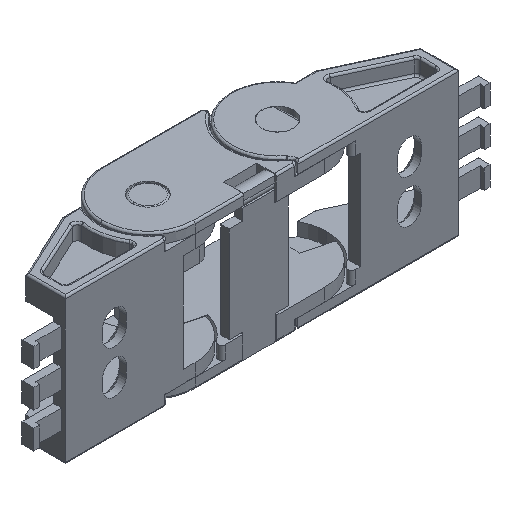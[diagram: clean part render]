
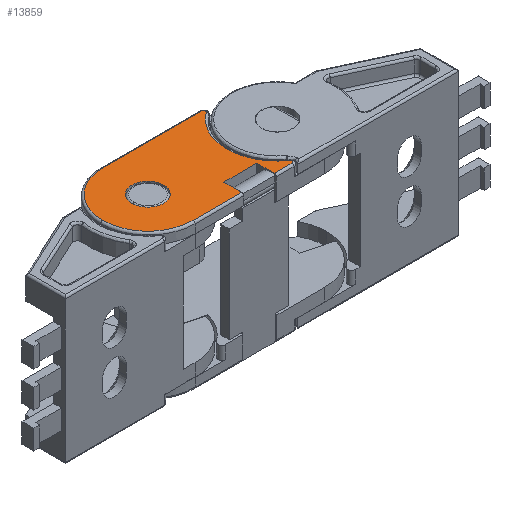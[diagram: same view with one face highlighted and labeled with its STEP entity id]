
A CAD part, isometric view. The second image highlights one B-rep face of the part: STEP entity #13859.
In plain terms, the highlighted planar face has unit normal (0, 0, 1).
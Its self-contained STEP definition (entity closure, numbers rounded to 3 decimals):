
#3 = EDGE_CURVE ( 'NONE', #10830, #12852, #172, .T. ) ;
#111 = AXIS2_PLACEMENT_3D ( 'NONE', #9807, #1308, #8777 ) ;
#123 = DIRECTION ( 'NONE',  ( 0., 1., 0. ) ) ;
#145 = EDGE_CURVE ( 'NONE', #13425, #8846, #5948, .T. ) ;
#172 = LINE ( 'NONE', #6609, #2552 ) ;
#610 = CIRCLE ( 'NONE', #9740, 4.03 ) ;
#810 = AXIS2_PLACEMENT_3D ( 'NONE', #12060, #6604, #3596 ) ;
#835 = CARTESIAN_POINT ( 'NONE',  ( 25.174, -11., 37. ) ) ;
#860 = VERTEX_POINT ( 'NONE', #1265 ) ;
#875 = CARTESIAN_POINT ( 'NONE',  ( 20., 0., 37. ) ) ;
#883 = VECTOR ( 'NONE', #11036, 1000. ) ;
#1031 = CARTESIAN_POINT ( 'NONE',  ( -11.5, 0., 37. ) ) ;
#1185 = DIRECTION ( 'NONE',  ( -1., 0., 0. ) ) ;
#1265 = CARTESIAN_POINT ( 'NONE',  ( 25.464, 10.593, 37. ) ) ;
#1291 = CIRCLE ( 'NONE', #5580, 0.5 ) ;
#1308 = DIRECTION ( 'NONE',  ( 0., 0., 1. ) ) ;
#1350 = EDGE_CURVE ( 'NONE', #8846, #10471, #8394, .T. ) ;
#1452 = EDGE_CURVE ( 'NONE', #9812, #11700, #9551, .T. ) ;
#1481 = ORIENTED_EDGE ( 'NONE', *, *, #12453, .T. ) ;
#1811 = CARTESIAN_POINT ( 'NONE',  ( -4.03, 0., 37. ) ) ;
#2088 = VERTEX_POINT ( 'NONE', #5456 ) ;
#2136 = CIRCLE ( 'NONE', #6061, 0.5 ) ;
#2165 = ORIENTED_EDGE ( 'NONE', *, *, #4298, .T. ) ;
#2216 = VERTEX_POINT ( 'NONE', #4774 ) ;
#2241 = AXIS2_PLACEMENT_3D ( 'NONE', #6511, #6639, #5391 ) ;
#2292 = VECTOR ( 'NONE', #12019, 1000. ) ;
#2490 = PLANE ( 'NONE',  #810 ) ;
#2552 = VECTOR ( 'NONE', #123, 1000. ) ;
#2591 = EDGE_CURVE ( 'NONE', #2216, #11744, #610, .T. ) ;
#2670 = CARTESIAN_POINT ( 'NONE',  ( 12.32, -12., 37. ) ) ;
#2972 = DIRECTION ( 'NONE',  ( 0., 0., 1. ) ) ;
#3349 = VECTOR ( 'NONE', #7397, 1000. ) ;
#3596 = DIRECTION ( 'NONE',  ( 1., 0., 0. ) ) ;
#3875 = CIRCLE ( 'NONE', #13908, 0.5 ) ;
#3942 = LINE ( 'NONE', #8837, #883 ) ;
#4175 = EDGE_CURVE ( 'NONE', #12852, #9812, #12715, .T. ) ;
#4298 = EDGE_CURVE ( 'NONE', #4585, #860, #10676, .T. ) ;
#4334 = CARTESIAN_POINT ( 'NONE',  ( 25.464, -10.593, 37. ) ) ;
#4339 = AXIS2_PLACEMENT_3D ( 'NONE', #7051, #6961, #9272 ) ;
#4477 = VERTEX_POINT ( 'NONE', #6085 ) ;
#4502 = CIRCLE ( 'NONE', #13571, 13. ) ;
#4544 = CIRCLE ( 'NONE', #2241, 0.5 ) ;
#4569 = EDGE_LOOP ( 'NONE', ( #9898, #6244, #8699, #8139, #5280, #12140, #11078, #12668, #7143, #6234, #1481, #2165, #10899, #10866 ) ) ;
#4585 = VERTEX_POINT ( 'NONE', #875 ) ;
#4620 = DIRECTION ( 'NONE',  ( 0., -1., 0. ) ) ;
#4681 = CARTESIAN_POINT ( 'NONE',  ( 12.32, -11.5, 37. ) ) ;
#4730 = VERTEX_POINT ( 'NONE', #5785 ) ;
#4774 = CARTESIAN_POINT ( 'NONE',  ( 4.03, 0., 37. ) ) ;
#4921 = CARTESIAN_POINT ( 'NONE',  ( 25.174, -11., 37. ) ) ;
#5280 = ORIENTED_EDGE ( 'NONE', *, *, #1452, .F. ) ;
#5358 = DIRECTION ( 'NONE',  ( 0., 0., -1. ) ) ;
#5391 = DIRECTION ( 'NONE',  ( -1., 0., 0. ) ) ;
#5393 = CIRCLE ( 'NONE', #111, 4.03 ) ;
#5456 = CARTESIAN_POINT ( 'NONE',  ( 0., -11.5, 37. ) ) ;
#5528 = DIRECTION ( 'NONE',  ( 0., 0., 1. ) ) ;
#5580 = AXIS2_PLACEMENT_3D ( 'NONE', #4921, #9225, #7055 ) ;
#5740 = EDGE_CURVE ( 'NONE', #10471, #2088, #9287, .T. ) ;
#5753 = DIRECTION ( 'NONE',  ( 0., 0., 1. ) ) ;
#5785 = CARTESIAN_POINT ( 'NONE',  ( 25.674, -11., 37. ) ) ;
#5790 = DIRECTION ( 'NONE',  ( 0., 0., 1. ) ) ;
#5948 = LINE ( 'NONE', #10743, #7600 ) ;
#6061 = AXIS2_PLACEMENT_3D ( 'NONE', #835, #2972, #12636 ) ;
#6085 = CARTESIAN_POINT ( 'NONE',  ( 25.174, -11.5, 37. ) ) ;
#6234 = ORIENTED_EDGE ( 'NONE', *, *, #12813, .T. ) ;
#6244 = ORIENTED_EDGE ( 'NONE', *, *, #1350, .T. ) ;
#6410 = EDGE_CURVE ( 'NONE', #2088, #11700, #3942, .T. ) ;
#6511 = CARTESIAN_POINT ( 'NONE',  ( 25.174, 11., 37. ) ) ;
#6604 = DIRECTION ( 'NONE',  ( 0., 0., -1. ) ) ;
#6609 = CARTESIAN_POINT ( 'NONE',  ( 20.68, -7., 37. ) ) ;
#6639 = DIRECTION ( 'NONE',  ( 0., 0., 1. ) ) ;
#6651 = CARTESIAN_POINT ( 'NONE',  ( 12.33, -7., 37. ) ) ;
#6961 = DIRECTION ( 'NONE',  ( 0., 0., -1. ) ) ;
#7051 = CARTESIAN_POINT ( 'NONE',  ( 33., 0., 37. ) ) ;
#7055 = DIRECTION ( 'NONE',  ( -1., 0., 0. ) ) ;
#7143 = ORIENTED_EDGE ( 'NONE', *, *, #11769, .T. ) ;
#7397 = DIRECTION ( 'NONE',  ( 1., 0., 0. ) ) ;
#7413 = DIRECTION ( 'NONE',  ( 0., 0., 1. ) ) ;
#7446 = CARTESIAN_POINT ( 'NONE',  ( 33., 0., 37. ) ) ;
#7600 = VECTOR ( 'NONE', #1185, 1000. ) ;
#7841 = VERTEX_POINT ( 'NONE', #4334 ) ;
#8139 = ORIENTED_EDGE ( 'NONE', *, *, #6410, .T. ) ;
#8183 = CARTESIAN_POINT ( 'NONE',  ( 20.68, -11.5, 37. ) ) ;
#8394 = CIRCLE ( 'NONE', #11268, 11.5 ) ;
#8630 = ORIENTED_EDGE ( 'NONE', *, *, #10627, .F. ) ;
#8699 = ORIENTED_EDGE ( 'NONE', *, *, #5740, .T. ) ;
#8777 = DIRECTION ( 'NONE',  ( 1., 0., 0. ) ) ;
#8837 = CARTESIAN_POINT ( 'NONE',  ( 0., -11.5, 37. ) ) ;
#8846 = VERTEX_POINT ( 'NONE', #8906 ) ;
#8859 = VECTOR ( 'NONE', #4620, 1000. ) ;
#8906 = CARTESIAN_POINT ( 'NONE',  ( 0., 11.5, 37. ) ) ;
#8916 = CARTESIAN_POINT ( 'NONE',  ( 25.174, 11., 37. ) ) ;
#8946 = EDGE_LOOP ( 'NONE', ( #8630, #12952 ) ) ;
#9225 = DIRECTION ( 'NONE',  ( 0., 0., 1. ) ) ;
#9255 = AXIS2_PLACEMENT_3D ( 'NONE', #9447, #7413, #10486 ) ;
#9272 = DIRECTION ( 'NONE',  ( -1., 0., 0. ) ) ;
#9287 = CIRCLE ( 'NONE', #9255, 11.5 ) ;
#9447 = CARTESIAN_POINT ( 'NONE',  ( 0., 0., 37. ) ) ;
#9551 = LINE ( 'NONE', #2670, #8859 ) ;
#9559 = FACE_BOUND ( 'NONE', #8946, .T. ) ;
#9740 = AXIS2_PLACEMENT_3D ( 'NONE', #12282, #5790, #13394 ) ;
#9751 = CARTESIAN_POINT ( 'NONE',  ( 25.674, 11., 37. ) ) ;
#9807 = CARTESIAN_POINT ( 'NONE',  ( 0., 0., 37. ) ) ;
#9812 = VERTEX_POINT ( 'NONE', #9953 ) ;
#9898 = ORIENTED_EDGE ( 'NONE', *, *, #145, .T. ) ;
#9953 = CARTESIAN_POINT ( 'NONE',  ( 12.32, -7., 37. ) ) ;
#10455 = EDGE_CURVE ( 'NONE', #860, #13291, #4544, .T. ) ;
#10471 = VERTEX_POINT ( 'NONE', #1031 ) ;
#10486 = DIRECTION ( 'NONE',  ( -1., 0., 0. ) ) ;
#10569 = EDGE_CURVE ( 'NONE', #13291, #13425, #3875, .T. ) ;
#10627 = EDGE_CURVE ( 'NONE', #11744, #2216, #5393, .T. ) ;
#10676 = CIRCLE ( 'NONE', #4339, 13. ) ;
#10743 = CARTESIAN_POINT ( 'NONE',  ( -0.34, 11.5, 37. ) ) ;
#10830 = VERTEX_POINT ( 'NONE', #8183 ) ;
#10866 = ORIENTED_EDGE ( 'NONE', *, *, #10569, .T. ) ;
#10899 = ORIENTED_EDGE ( 'NONE', *, *, #10455, .T. ) ;
#11025 = DIRECTION ( 'NONE',  ( -1., 0., 0. ) ) ;
#11036 = DIRECTION ( 'NONE',  ( 1., 0., 0. ) ) ;
#11078 = ORIENTED_EDGE ( 'NONE', *, *, #3, .F. ) ;
#11167 = LINE ( 'NONE', #12757, #3349 ) ;
#11268 = AXIS2_PLACEMENT_3D ( 'NONE', #11914, #5528, #12055 ) ;
#11700 = VERTEX_POINT ( 'NONE', #4681 ) ;
#11744 = VERTEX_POINT ( 'NONE', #1811 ) ;
#11769 = EDGE_CURVE ( 'NONE', #4477, #4730, #1291, .T. ) ;
#11914 = CARTESIAN_POINT ( 'NONE',  ( 0., 0., 37. ) ) ;
#12019 = DIRECTION ( 'NONE',  ( -1., 0., 0. ) ) ;
#12055 = DIRECTION ( 'NONE',  ( -1., 0., 0. ) ) ;
#12060 = CARTESIAN_POINT ( 'NONE',  ( -0.34, 0., 37. ) ) ;
#12140 = ORIENTED_EDGE ( 'NONE', *, *, #4175, .F. ) ;
#12234 = CARTESIAN_POINT ( 'NONE',  ( 25.174, 11.5, 37. ) ) ;
#12282 = CARTESIAN_POINT ( 'NONE',  ( 0., 0., 37. ) ) ;
#12323 = EDGE_CURVE ( 'NONE', #10830, #4477, #11167, .T. ) ;
#12453 = EDGE_CURVE ( 'NONE', #7841, #4585, #4502, .T. ) ;
#12636 = DIRECTION ( 'NONE',  ( -1., 0., 0. ) ) ;
#12668 = ORIENTED_EDGE ( 'NONE', *, *, #12323, .T. ) ;
#12715 = LINE ( 'NONE', #6651, #2292 ) ;
#12757 = CARTESIAN_POINT ( 'NONE',  ( -0.34, -11.5, 37. ) ) ;
#12792 = FACE_OUTER_BOUND ( 'NONE', #4569, .T. ) ;
#12813 = EDGE_CURVE ( 'NONE', #4730, #7841, #2136, .T. ) ;
#12843 = DIRECTION ( 'NONE',  ( -1., 0., 0. ) ) ;
#12852 = VERTEX_POINT ( 'NONE', #13862 ) ;
#12952 = ORIENTED_EDGE ( 'NONE', *, *, #2591, .F. ) ;
#13291 = VERTEX_POINT ( 'NONE', #9751 ) ;
#13394 = DIRECTION ( 'NONE',  ( 1., 0., 0. ) ) ;
#13425 = VERTEX_POINT ( 'NONE', #12234 ) ;
#13571 = AXIS2_PLACEMENT_3D ( 'NONE', #7446, #5358, #12843 ) ;
#13859 = ADVANCED_FACE ( 'NONE', ( #12792, #9559 ), #2490, .F. ) ;
#13862 = CARTESIAN_POINT ( 'NONE',  ( 20.68, -7., 37. ) ) ;
#13908 = AXIS2_PLACEMENT_3D ( 'NONE', #8916, #5753, #11025 ) ;
